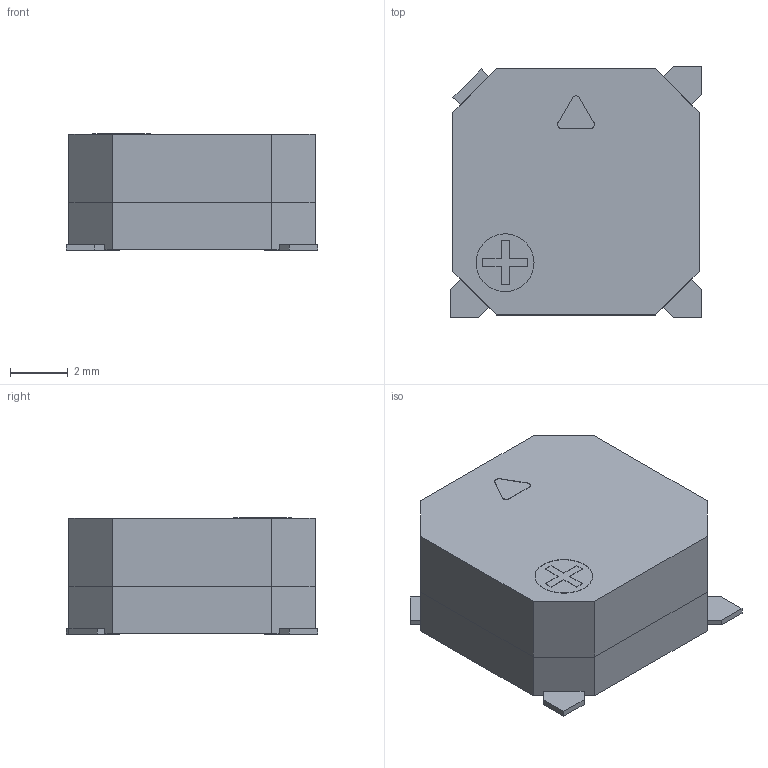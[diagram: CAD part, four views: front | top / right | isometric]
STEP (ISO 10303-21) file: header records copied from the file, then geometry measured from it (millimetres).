
FILE_DESCRIPTION (( 'STEP AP214' ), '1' );
FILE_NAME ('BUZ-SMD_4P-L8.5-W8.5-H4.0.step', '2022-06-24T01:35:33', ( '' ), ( '' ), 'SwSTEP 2.0', 'SolidWorks 2020', '' );
FILE_SCHEMA (( 'AUTOMOTIVE_DESIGN' ));
Length unit declared in the file: millimetre
Products named in the file (1): BUZ-SMD_4P-L8.5-W8.5-H4.0
Bounding box: 8.7 x 8.7 x 4.02 mm (x, y, z)
Volume: 271.9 mm3; surface area: 267.3 mm2
Topology: 1 solids, 1 shells, 352 faces, 955 edges, 634 vertices
Faces by surface type: plane 234, bspline 112, cylinder 6
Entity records: 16065 total; most frequent: CARTESIAN_POINT 4046, ORIENTED_EDGE 1910, DIRECTION 1221, EDGE_CURVE 955, LINE 715, VECTOR 715, VERTEX_POINT 634, EDGE_LOOP 381
